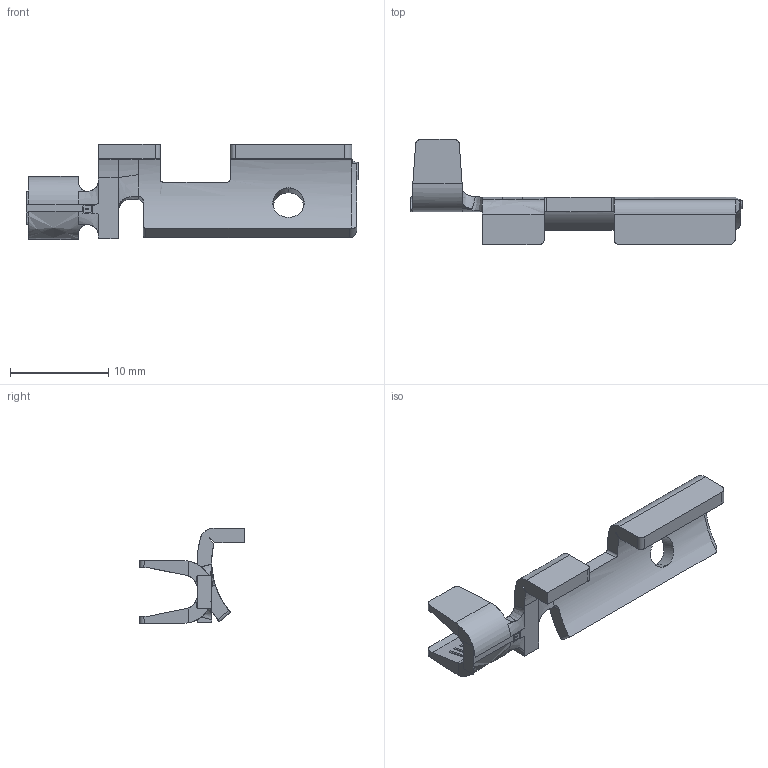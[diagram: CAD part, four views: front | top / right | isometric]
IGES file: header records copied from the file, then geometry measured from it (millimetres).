
Start section: SolidWorks IGES file using analytic representation for surfaces
Global section: file name: 82082.IGS; native system: SolidWorks 2014; preprocessor: SolidWorks 2014; author: sjohnson; date: 150212.151036; units: inch
Bounding box: 33.78 x 10.72 x 9.73 mm (x, y, z)
Surface area: 914.4 mm2 (no closed solid volume)
Topology: 0 solids, 0 shells, 201 faces, 1399 edges, 1399 vertices
Faces by surface type: bspline 140, revolution 61
